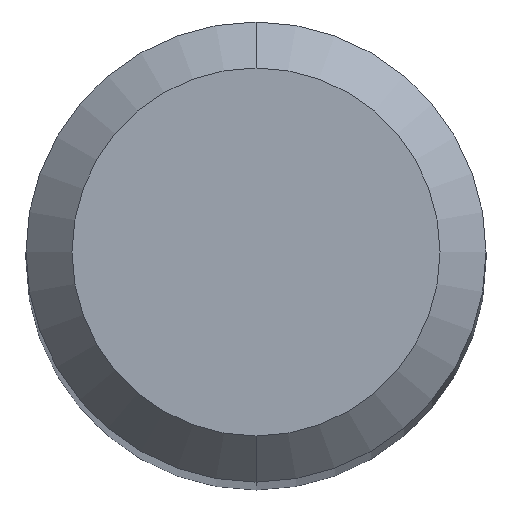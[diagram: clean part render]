
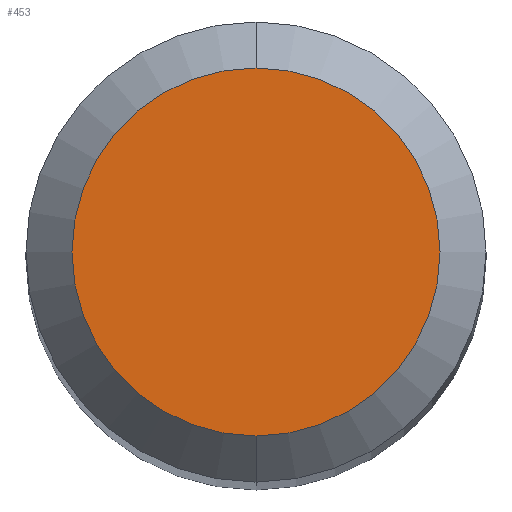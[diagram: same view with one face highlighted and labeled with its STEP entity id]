
A CAD part, top view. The second image highlights one B-rep face of the part: STEP entity #453.
In plain terms, the highlighted planar face has unit normal (0, 0, 1).
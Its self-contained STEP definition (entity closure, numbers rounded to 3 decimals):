
#187=EDGE_CURVE('',#261,#343,#494,.T.);
#261=VERTEX_POINT('',#573);
#289=EDGE_CURVE('',#343,#261,#605,.T.);
#343=VERTEX_POINT('',#666);
#453=ADVANCED_FACE('',(#788),#789,.T.);
#494=CIRCLE('',#833,1.2);
#573=CARTESIAN_POINT('',(0.,-1.2,0.));
#605=CIRCLE('',#1033,1.2);
#666=CARTESIAN_POINT('',(0.0,1.2,0.));
#788=FACE_OUTER_BOUND('',#1427,.T.);
#789=PLANE('',#1428);
#833=AXIS2_PLACEMENT_3D('',#1449,#1450,#1451);
#1033=AXIS2_PLACEMENT_3D('',#1558,#1559,#1560);
#1427=EDGE_LOOP('',(#1785,#1786));
#1428=AXIS2_PLACEMENT_3D('',#1787,#1788,#1789);
#1449=CARTESIAN_POINT('',(0.0,0.0,0.));
#1450=DIRECTION('',(0.0,0.0,-1.0));
#1451=DIRECTION('',(0.0,1.0,0.0));
#1558=CARTESIAN_POINT('',(0.0,0.0,0.));
#1559=DIRECTION('',(0.0,0.0,-1.0));
#1560=DIRECTION('',(0.0,1.0,0.0));
#1785=ORIENTED_EDGE('',*,*,#289,.F.);
#1786=ORIENTED_EDGE('',*,*,#187,.F.);
#1787=CARTESIAN_POINT('',(0.0,0.6,0.));
#1788=DIRECTION('',(-0.0,0.0,1.0));
#1789=DIRECTION('',(0.0,-1.0,0.0));
